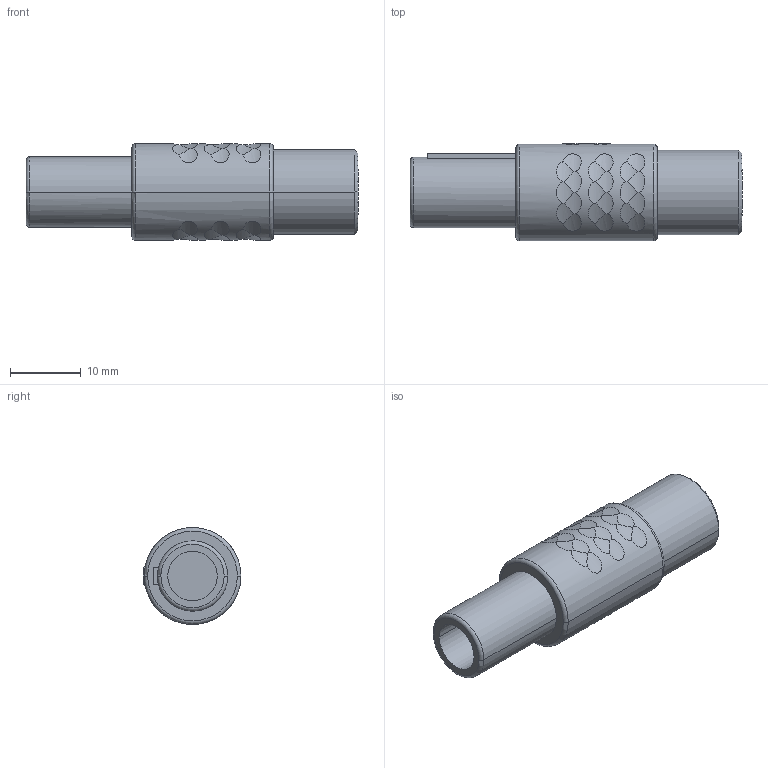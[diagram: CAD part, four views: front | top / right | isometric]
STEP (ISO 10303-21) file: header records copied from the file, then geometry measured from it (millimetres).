
FILE_DESCRIPTION((''),'2;1');
FILE_NAME('S11M0','2017-05-25T',('pbair'),(''),'PRO/ENGINEER BY PARAMETRIC TECHNOLOGY CORPORATION, 2014200','PRO/ENGINEER BY PARAMETRIC TECHNOLOGY CORPORATION, 2014200','');
FILE_SCHEMA(('AUTOMOTIVE_DESIGN { 1 0 10303 214 1 1 1 1 }'));
Length unit declared in the file: millimetre
Products named in the file (1): S11M0
Bounding box: 47 x 13.85 x 13.7 mm (x, y, z)
Volume: 4256.9 mm3; surface area: 2762.1 mm2
Topology: 1 solids, 1 shells, 105 faces, 276 edges, 184 vertices
Faces by surface type: cylinder 58, plane 39, torus 6, cone 2
Entity records: 4700 total; most frequent: CARTESIAN_POINT 1931, ORIENTED_EDGE 552, DIRECTION 434, EDGE_CURVE 276, VERTEX_POINT 184, AXIS2_PLACEMENT_3D 177, B_SPLINE_CURVE_WITH_KNOTS 124, EDGE_LOOP 116
